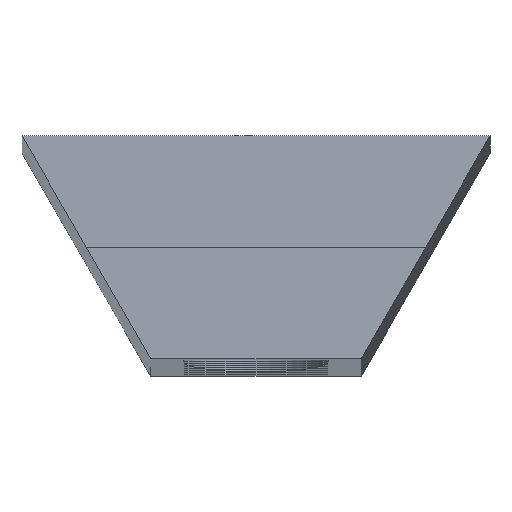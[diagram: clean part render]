
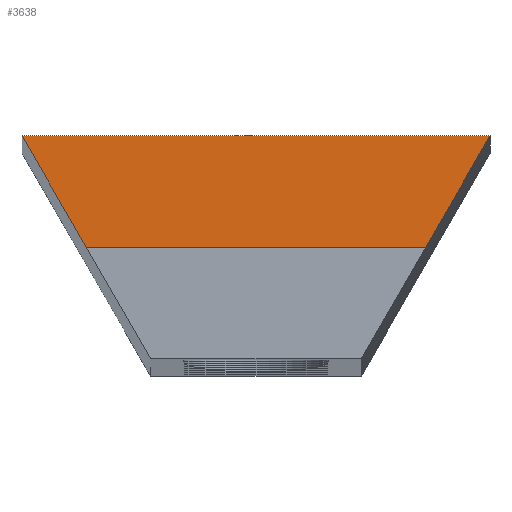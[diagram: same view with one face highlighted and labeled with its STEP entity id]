
A CAD part, top view. The second image highlights one B-rep face of the part: STEP entity #3638.
In plain terms, the highlighted planar face has unit normal (0, 0, 1).
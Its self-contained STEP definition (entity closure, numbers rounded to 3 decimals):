
#70 = VECTOR ( 'NONE', #3125, 1000. ) ;
#141 = LINE ( 'NONE', #2921, #1729 ) ;
#678 = CARTESIAN_POINT ( 'NONE',  ( 7.613, 5., 225. ) ) ;
#745 = CARTESIAN_POINT ( 'NONE',  ( 10.5, 5., 225. ) ) ;
#811 = LINE ( 'NONE', #1046, #2282 ) ;
#850 = DIRECTION ( 'NONE',  ( 0.5, 0.866, 0. ) ) ;
#913 = FACE_OUTER_BOUND ( 'NONE', #3109, .T. ) ;
#974 = ORIENTED_EDGE ( 'NONE', *, *, #2093, .F. ) ;
#1041 = DIRECTION ( 'NONE',  ( -1., 0., 0. ) ) ;
#1046 = CARTESIAN_POINT ( 'NONE',  ( 10.5, 10., 225. ) ) ;
#1231 = AXIS2_PLACEMENT_3D ( 'NONE', #745, #2810, #1041 ) ;
#1320 = DIRECTION ( 'NONE',  ( -1., 0., 0. ) ) ;
#1729 = VECTOR ( 'NONE', #850, 1000. ) ;
#1749 = ORIENTED_EDGE ( 'NONE', *, *, #3191, .T. ) ;
#1750 = CARTESIAN_POINT ( 'NONE',  ( 10.5, 10., 225. ) ) ;
#1940 = CARTESIAN_POINT ( 'NONE',  ( 10.5, 5., 225. ) ) ;
#2093 = EDGE_CURVE ( 'NONE', #3519, #3616, #3134, .T. ) ;
#2191 = EDGE_CURVE ( 'NONE', #3519, #2620, #141, .T. ) ;
#2194 = PLANE ( 'NONE',  #1231 ) ;
#2218 = CARTESIAN_POINT ( 'NONE',  ( -7.613, 5., 225. ) ) ;
#2282 = VECTOR ( 'NONE', #1320, 1000. ) ;
#2302 = ORIENTED_EDGE ( 'NONE', *, *, #2191, .T. ) ;
#2385 = VECTOR ( 'NONE', #3755, 1000. ) ;
#2428 = VERTEX_POINT ( 'NONE', #2473 ) ;
#2473 = CARTESIAN_POINT ( 'NONE',  ( -10.5, 10., 225. ) ) ;
#2620 = VERTEX_POINT ( 'NONE', #1750 ) ;
#2810 = DIRECTION ( 'NONE',  ( 0., 0., -1. ) ) ;
#2921 = CARTESIAN_POINT ( 'NONE',  ( 10.5, 10., 225. ) ) ;
#2990 = EDGE_CURVE ( 'NONE', #2620, #2428, #811, .T. ) ;
#3077 = ORIENTED_EDGE ( 'NONE', *, *, #2990, .T. ) ;
#3109 = EDGE_LOOP ( 'NONE', ( #3077, #1749, #974, #2302 ) ) ;
#3125 = DIRECTION ( 'NONE',  ( -1., 0., 0. ) ) ;
#3134 = LINE ( 'NONE', #1940, #70 ) ;
#3166 = LINE ( 'NONE', #3186, #2385 ) ;
#3186 = CARTESIAN_POINT ( 'NONE',  ( -4.726, 0., 225. ) ) ;
#3191 = EDGE_CURVE ( 'NONE', #2428, #3616, #3166, .T. ) ;
#3519 = VERTEX_POINT ( 'NONE', #678 ) ;
#3616 = VERTEX_POINT ( 'NONE', #2218 ) ;
#3638 = ADVANCED_FACE ( 'NONE', ( #913 ), #2194, .F. ) ;
#3755 = DIRECTION ( 'NONE',  ( 0.5, -0.866, 0. ) ) ;
